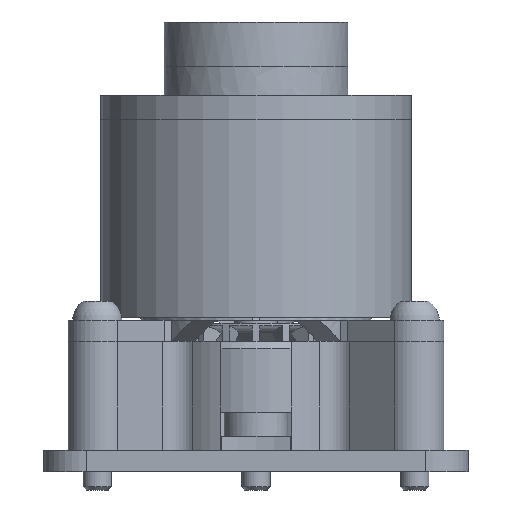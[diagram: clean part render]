
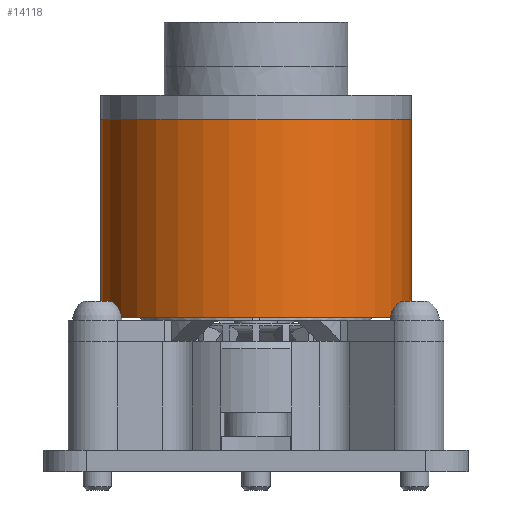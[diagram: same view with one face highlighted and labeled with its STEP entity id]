
A CAD part, front view. The second image highlights one B-rep face of the part: STEP entity #14118.
In plain terms, the highlighted cylindrical face has radius 11 mm (diameter 22 mm), a full revolution.
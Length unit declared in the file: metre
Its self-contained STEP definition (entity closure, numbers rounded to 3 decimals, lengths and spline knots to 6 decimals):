
#6632=ORIENTED_EDGE('',*,*,#8725,.F.);
#6633=ORIENTED_EDGE('',*,*,#8726,.F.);
#8725=EDGE_CURVE('',#10089,#10089,#10942,.F.);
#8726=EDGE_CURVE('',#10090,#10090,#10943,.T.);
#10089=VERTEX_POINT('',#29522);
#10090=VERTEX_POINT('',#29524);
#10942=CIRCLE('',#16804,0.011);
#10943=CIRCLE('',#16805,0.011);
#11943=EDGE_LOOP('',(#6632));
#11944=EDGE_LOOP('',(#6633));
#12998=FACE_BOUND('',#11943,.T.);
#12999=FACE_BOUND('',#11944,.T.);
#13329=CYLINDRICAL_SURFACE('',#16803,0.011);
#14118=ADVANCED_FACE('',(#12998,#12999),#13329,.T.);
#16803=AXIS2_PLACEMENT_3D('',#29520,#20919,#20920);
#16804=AXIS2_PLACEMENT_3D('',#29521,#20921,#20922);
#16805=AXIS2_PLACEMENT_3D('',#29523,#20923,#20924);
#20919=DIRECTION('',(0.,0.,-1.));
#20920=DIRECTION('',(-1.,0.,0.));
#20921=DIRECTION('',(0.,0.,1.));
#20922=DIRECTION('',(1.,0.,0.));
#20923=DIRECTION('',(0.,0.,1.));
#20924=DIRECTION('',(1.,0.,0.));
#29520=CARTESIAN_POINT('',(0.,0.,0.0207));
#29521=CARTESIAN_POINT('',(0.,0.,0.0109));
#29522=CARTESIAN_POINT('',(0.011,0.,0.0109));
#29523=CARTESIAN_POINT('',(0.,0.,0.0249));
#29524=CARTESIAN_POINT('',(0.011,0.,0.0249));
